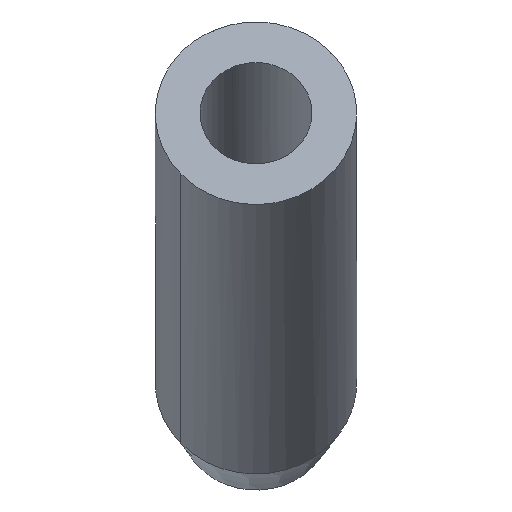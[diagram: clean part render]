
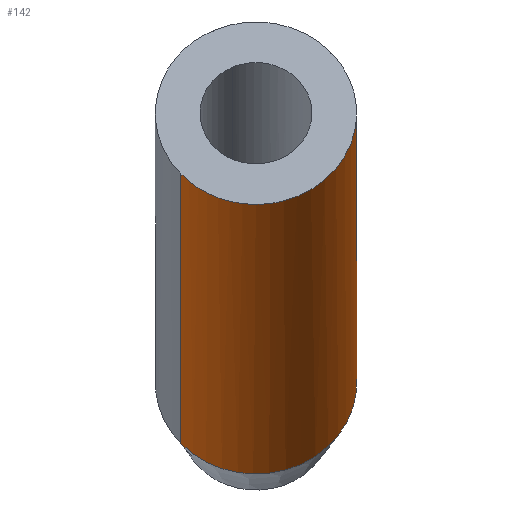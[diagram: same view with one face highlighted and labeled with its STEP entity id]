
A CAD part, left-side view. The second image highlights one B-rep face of the part: STEP entity #142.
In plain terms, the highlighted cylindrical face has radius 9 mm (diameter 18 mm), a partial arc.
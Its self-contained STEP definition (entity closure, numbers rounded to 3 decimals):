
#51=CARTESIAN_POINT('POINT6',(-264.601,
   -8.716,18.459));
#52=VERTEX_POINT('VERTEX6',#51);
#59=CARTESIAN_POINT('POINT7',(-266.191,
   6.706,15.051));
#60=VERTEX_POINT('VERTEX7',#59);
#61=(BOUNDED_CURVE() B_SPLINE_CURVE(2,(#62,#63,#64,#65,#66),
   .UNSPECIFIED.,.F.,.F.) B_SPLINE_CURVE_WITH_KNOTS((3,2,3),(
   3.517,3.734,5.31),
   .UNSPECIFIED.) CURVE() GEOMETRIC_REPRESENTATION_ITEM() 
   RATIONAL_B_SPLINE_CURVE((0.891,0.937,
   1.,0.545,0.917)) 
   REPRESENTATION_ITEM('SPLINE_CRV5'));
#62=CARTESIAN_POINT('',(-266.191,6.706,
   15.051));
#63=CARTESIAN_POINT('',(-266.518,6.013,
   14.349));
#64=CARTESIAN_POINT('',(-266.77,5.161,
   13.809));
#65=CARTESIAN_POINT('',(-269.918,-5.481,
   7.057));
#66=CARTESIAN_POINT('',(-264.601,-8.716,
   18.459));
#67=EDGE_CURVE('EDGE7',#60,#52,#61,.T.);
#88=CARTESIAN_POINT('POINT8',(-261.117,
   -6.706,25.931));
#89=VERTEX_POINT('VERTEX8',#88);
#96=(BOUNDED_CURVE() B_SPLINE_CURVE(2,(#97,#98,#99,#100,#101),
   .UNSPECIFIED.,.F.,.F.) B_SPLINE_CURVE_WITH_KNOTS((3,2,3),(
   5.31,5.468,6.161),
   .UNSPECIFIED.) CURVE() GEOMETRIC_REPRESENTATION_ITEM() 
   RATIONAL_B_SPLINE_CURVE((0.917,0.955,
   1.,0.8,0.76)) REPRESENTATION_ITEM('SPLINE_CRV9'));
#97=CARTESIAN_POINT('',(-264.601,-8.716,
   18.459));
#98=CARTESIAN_POINT('',(-264.298,-8.901,
   19.111));
#99=CARTESIAN_POINT('',(-263.985,-8.966,
   19.781));
#100=CARTESIAN_POINT('',(-262.344,-9.305,
   23.3));
#101=CARTESIAN_POINT('',(-261.117,-6.706,
   25.931));
#102=EDGE_CURVE('EDGE11',#52,#89,#96,.T.);
#107=CARTESIAN_POINT('POINT9',(-312.777,
   -6.706,50.021));
#108=VERTEX_POINT('VERTEX9',#107);
#109=CARTESIAN_POINT('POS4',(-302.445,
   -6.706,45.203));
#110=DIRECTION('DIR5',(0.906,0.,
   -0.423));
#111=VECTOR('VEC3',#110,1.);
#112=LINE('STRAIGHT3',#109,#111);
#113=EDGE_CURVE('EDGE12',#108,#89,#112,.T.);
#114=ORIENTED_EDGE('COEDGE15',*,*,#113,.F.);
#115=CARTESIAN_POINT('POINT10',(-317.85,
   6.706,39.14));
#116=VERTEX_POINT('VERTEX10',#115);
#117=(BOUNDED_CURVE() B_SPLINE_CURVE(2,(#118,#119,#120,#121,#122,#123,
   #124),.UNSPECIFIED.,.F.,.F.) B_SPLINE_CURVE_WITH_KNOTS((3,2,2,3),(
   0.2,0.333,0.667,
   0.708),.UNSPECIFIED.) CURVE() 
   GEOMETRIC_REPRESENTATION_ITEM() RATIONAL_B_SPLINE_CURVE((0.76,
   0.8,1.,0.5,1.,0.938,0.891)
   ) REPRESENTATION_ITEM('SPLINE_CRV10'));
#118=CARTESIAN_POINT('',(-312.777,-6.706,
   50.021));
#119=CARTESIAN_POINT('',(-314.004,-9.305,
   47.389));
#120=CARTESIAN_POINT('',(-315.645,-8.966,
   43.87));
#121=CARTESIAN_POINT('',(-322.208,-7.609,
   29.796));
#122=CARTESIAN_POINT('',(-318.43,5.161,
   37.898));
#123=CARTESIAN_POINT('',(-318.178,6.013,
   38.438));
#124=CARTESIAN_POINT('',(-317.85,6.706,
   39.14));
#125=EDGE_CURVE('EDGE13',#108,#116,#117,.T.);
#126=ORIENTED_EDGE('COEDGE16',*,*,#125,.T.);
#127=CARTESIAN_POINT('POS5',(-307.518,
   6.706,34.322));
#128=DIRECTION('DIR6',(-0.906,0.,
   0.423));
#129=VECTOR('VEC4',#128,1.);
#130=LINE('STRAIGHT4',#127,#129);
#131=EDGE_CURVE('EDGE14',#60,#116,#130,.T.);
#132=ORIENTED_EDGE('COEDGE17',*,*,#131,.F.);
#133=ORIENTED_EDGE('COEDGE18',*,*,#67,.T.);
#134=ORIENTED_EDGE('COEDGE19',*,*,#102,.T.);
#135=EDGE_LOOP('NONE',(#114,#126,#132,#133,#134));
#136=FACE_BOUND('LOOP1',#135,.T.);
#137=CARTESIAN_POINT('POS6',(-304.982,
   0.,39.762));
#138=DIRECTION('DIR7',(0.906,0.,
   -0.423));
#139=DIRECTION('DIR8',(0.282,-0.745,
   0.604));
#140=AXIS2_PLACEMENT_3D('AXIS2',#137,#138,#139);
#141=CYLINDRICAL_SURFACE('CONE_SURF2',#140,9.);
#142=ADVANCED_FACE('FACE4',(#136),#141,.T.);
